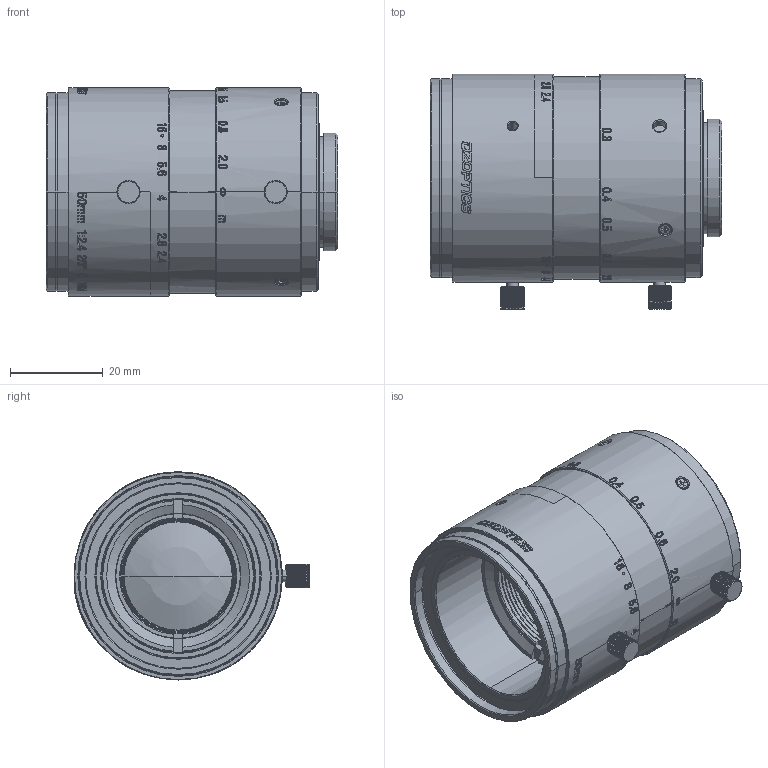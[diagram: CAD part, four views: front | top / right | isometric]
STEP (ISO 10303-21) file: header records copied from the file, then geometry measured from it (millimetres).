
FILE_DESCRIPTION((''),'2;1');
FILE_NAME('DZ_LA5024A_2310_ASM_ASM','2022-04-13T14:36:40',('Administrator'),(''),'CREO PARAMETRIC BY PTC INC, 2019010','CREO PARAMETRIC BY PTC INC, 2019010','');
FILE_SCHEMA(('CONFIG_CONTROL_DESIGN','SHAPE_APPEARANCE_LAYERS_GROUPS'));
Products named in the file (30): DZ_LA2518A_2310-QQ-3_2_1; DZ_LA2518A_2310-QQ-3_2_ASM; V330061A-603_6; DZ_LA5024A_2310-2_ASM_4_ASM; DZ_LA2518A_2310-QQ-1_1_3; DZ_LA2518A_2310-QQ-1_1_ASM; V330061A-601_2; V330061A-612_7; V330061A-613_4; DZ_LA5024A_2310-1-1_ASM_3_ASM; MANIFOLD_SOLID_BREP_223_1; __19_8-12-0_8-WZ_ASM_1_ASM; DZ_LA5024A_2310-1-2_ASM_4_ASM; DZ_LA5024A_2310-1_ASM_1_ASM; V330061A-610_9; V330061A-604_9; V330061A-606_26; I741411C-615_1; MANIFOLD_SOLID_BREP_1985_1; DZ_LA5024A_2310-3_ASM_1_ASM; V330061A-609_11; M1_4X3_1; DZ_LA5024A_2310-4_ASM_1_ASM; V330061A-607_4; V330061A-611_7; MANIFOLD_SOLID_BREP_2024_1; 41A-617-0_1-0_05-0_025-0_01_1; 61A-618-0_1-0_05-0_025-0_01_3; DZ_LA5024A_2310_ASM_32_ASM; DZ_LA5024A_2310_ASM_ASM
Assembly tree (34 placements, depth 6):
  DZ_LA5024A_2310_ASM_ASM
    DZ_LA5024A_2310_ASM_32_ASM
      DZ_LA5024A_2310-2_ASM_4_ASM
        DZ_LA2518A_2310-QQ-3_2_ASM
          DZ_LA2518A_2310-QQ-3_2_1
        V330061A-603_6
      DZ_LA5024A_2310-1_ASM_1_ASM
        DZ_LA5024A_2310-1-1_ASM_3_ASM
          DZ_LA2518A_2310-QQ-1_1_ASM
            DZ_LA2518A_2310-QQ-1_1_3
          V330061A-601_2
          V330061A-612_7
          V330061A-613_4
        DZ_LA5024A_2310-1-2_ASM_4_ASM
          __19_8-12-0_8-WZ_ASM_1_ASM
            MANIFOLD_SOLID_BREP_223_1
      V330061A-610_9
      V330061A-604_9
      DZ_LA5024A_2310-3_ASM_1_ASM
        V330061A-606_26
        I741411C-615_1
        MANIFOLD_SOLID_BREP_1985_1
      DZ_LA5024A_2310-4_ASM_1_ASM
        V330061A-609_11
        M1_4X3_1  x3
        MANIFOLD_SOLID_BREP_1985_1
      V330061A-607_4
      V330061A-611_7
      MANIFOLD_SOLID_BREP_2024_1  x3
      41A-617-0_1-0_05-0_025-0_01_1
      61A-618-0_1-0_05-0_025-0_01_3
Bounding box: 63.03 x 51 x 45 mm (x, y, z)
Volume: 44219.2 mm3; surface area: 49249 mm2
Topology: 24 solids, 24 shells, 2701 faces, 7477 edges, 4999 vertices
Faces by surface type: bspline 841, plane 751, cylinder 604, cone 284, extrusion 165, torus 48, sphere 8
Entity records: 135285 total; most frequent: CARTESIAN_POINT 62266, ORIENTED_EDGE 13244, DIRECTION 9117, EDGE_CURVE 6622, PRESENTATION_STYLE_ASSIGNMENT 5384, STYLED_ITEM 5384, CURVE_STYLE 5370, VERTEX_POINT 4429
